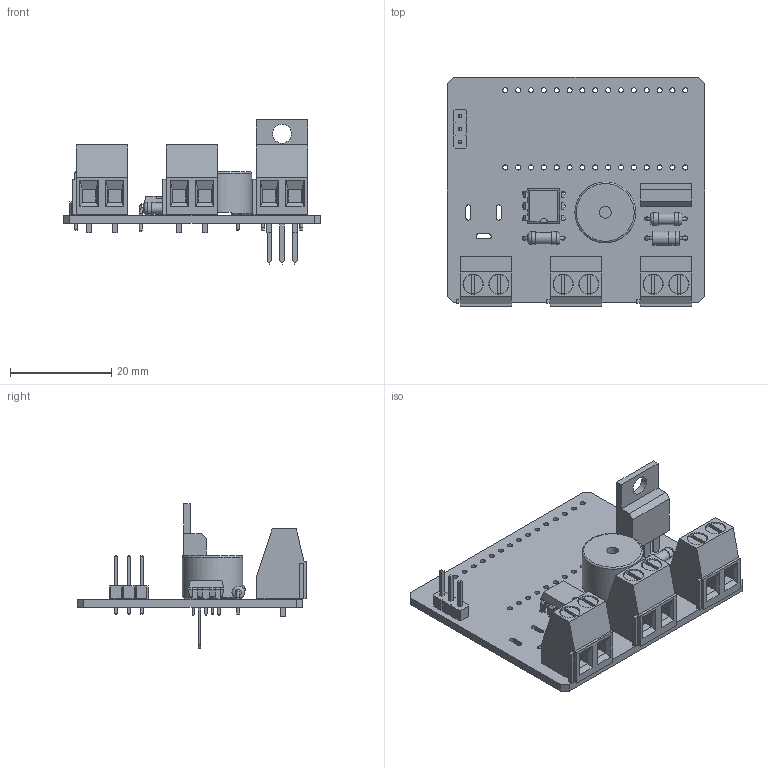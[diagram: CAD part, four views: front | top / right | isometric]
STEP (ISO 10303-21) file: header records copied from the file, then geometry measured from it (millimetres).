
FILE_DESCRIPTION(('KiCad electronic assembly'),'2;1');
FILE_NAME('Sodastream autofill.step','2022-10-27T09:30:59',('An Author') ,('A Company'),'Open CASCADE STEP processor 7.5', 'KiCad to STEP converter','Unknown');
FILE_SCHEMA(('AUTOMOTIVE_DESIGN { 1 0 10303 214 1 1 1 1 }'));
Length unit declared in the file: millimetre
Products named in the file (16): Open CASCADE STEP translator 7.5 1; DIP-6_W7.62mm; SOLID; MagneticBuzzer_ProSignal_ABT-410-RC; D_A-405_P7.62mm_Horizontal; TerminalBlock_Phoenix_MKDS-1,5-2-5.08_1x02_P5.08mm_Horizontal; PinHeader_1x03_P2.54mm_Vertical; TO-220-3_Vertical; R_Axial_DIN0207_L6.3mm_D2.5mm_P7.62mm_Horizontal; COMPOUND
Assembly tree (18 placements, depth 3):
  Open CASCADE STEP translator 7.5 1
    DIP-6_W7.62mm
      SOLID
    MagneticBuzzer_ProSignal_ABT-410-RC
      SOLID
    D_A-405_P7.62mm_Horizontal
      SOLID
    TerminalBlock_Phoenix_MKDS-1,5-2-5.08_1x02_P5.08mm_Horizontal  x3
      SOLID
    PinHeader_1x03_P2.54mm_Vertical
      SOLID
    TO-220-3_Vertical
      SOLID
    R_Axial_DIN0207_L6.3mm_D2.5mm_P7.62mm_Horizontal  x2
      SOLID
    COMPOUND
Bounding box: 50.8 x 45.24 x 28.52 mm (x, y, z)
Volume: 8283.3 mm3; surface area: 10854.2 mm2
Topology: 11 solids, 11 shells, 647 faces, 1630 edges, 1038 vertices
Faces by surface type: plane 480, cylinder 109, bspline 42, torus 16
Full cylindrical faces by diameter (mm): 0.5 x2, 0.6 x8, 0.8 x10, 0.9 x2, 1 x35, 1.1 x3, 1.3 x6, 2.25 x2, 2.3 x1, 2.5 x4, 2.7 x2, 2.72 x1, 3.735 x1, 3.8 x6, 4 x6, 12 x1
Entity records: 34332 total; most frequent: CARTESIAN_POINT 8002, DIRECTION 4345, LINE 2883, VECTOR 2883, ORIENTED_EDGE 2314, PCURVE 2314, DEFINITIONAL_REPRESENTATION 2314, EDGE_CURVE 1157
